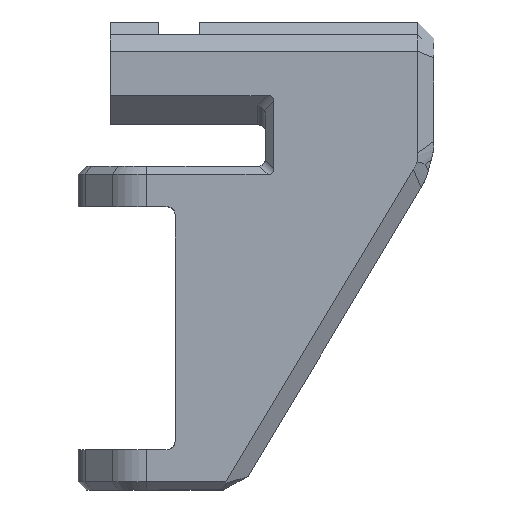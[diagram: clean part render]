
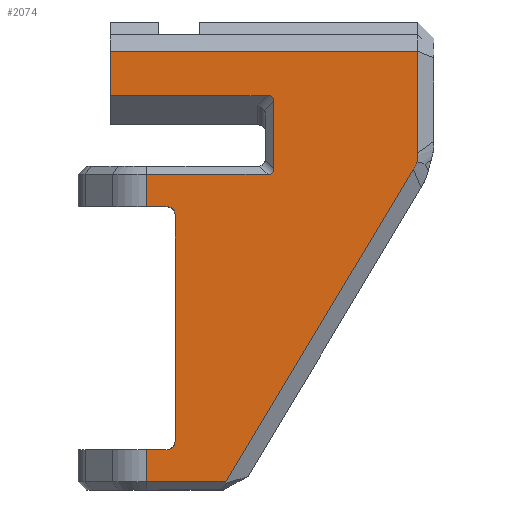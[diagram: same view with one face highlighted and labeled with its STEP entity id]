
A CAD part, front view. The second image highlights one B-rep face of the part: STEP entity #2074.
In plain terms, the highlighted planar face has unit normal (0, -1, 0).
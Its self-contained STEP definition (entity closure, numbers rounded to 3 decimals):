
#23=ELLIPSE('',#2147,0.866,0.5);
#37=ELLIPSE('',#2170,0.866,0.5);
#39=ELLIPSE('',#2183,6.353,4.);
#46=ELLIPSE('',#2192,6.353,4.);
#61=CIRCLE('',#2115,0.5);
#62=CIRCLE('',#2118,0.5);
#182=PLANE('',#2259);
#211=LINE('',#3481,#419);
#213=LINE('',#3491,#421);
#257=LINE('',#3620,#465);
#267=LINE('',#3654,#475);
#336=LINE('',#3851,#544);
#340=LINE('',#3857,#548);
#349=LINE('',#3877,#557);
#378=LINE('',#3957,#586);
#379=LINE('',#3961,#587);
#380=LINE('',#3963,#588);
#381=LINE('',#3964,#589);
#382=LINE('',#3965,#590);
#383=LINE('',#3966,#591);
#419=VECTOR('',#2317,10.);
#421=VECTOR('',#2331,10.);
#465=VECTOR('',#2451,10.);
#475=VECTOR('',#2487,10.);
#544=VECTOR('',#2644,10.);
#548=VECTOR('',#2650,10.);
#557=VECTOR('',#2673,10.);
#586=VECTOR('',#2766,10.);
#587=VECTOR('',#2771,10.);
#588=VECTOR('',#2772,10.);
#589=VECTOR('',#2773,10.);
#590=VECTOR('',#2774,10.);
#591=VECTOR('',#2775,10.);
#706=FACE_OUTER_BOUND('',#825,.T.);
#825=EDGE_LOOP('',(#1850,#1851,#1852,#1853,#1854,#1855,#1856,#1857,#1858,
#1859,#1860,#1861,#1862,#1863,#1864,#1865,#1866,#1867,#1868));
#903=VERTEX_POINT('',#3473);
#904=VERTEX_POINT('',#3475);
#905=VERTEX_POINT('',#3479);
#906=VERTEX_POINT('',#3483);
#907=VERTEX_POINT('',#3490);
#939=VERTEX_POINT('',#3578);
#940=VERTEX_POINT('',#3580);
#954=VERTEX_POINT('',#3618);
#962=VERTEX_POINT('',#3642);
#965=VERTEX_POINT('',#3652);
#981=VERTEX_POINT('',#3697);
#982=VERTEX_POINT('',#3698);
#992=VERTEX_POINT('',#3726);
#1033=VERTEX_POINT('',#3850);
#1034=VERTEX_POINT('',#3855);
#1038=VERTEX_POINT('',#3876);
#1057=VERTEX_POINT('',#3956);
#1058=VERTEX_POINT('',#3960);
#1059=VERTEX_POINT('',#3962);
#1105=EDGE_CURVE('',#903,#904,#61,.T.);
#1108=EDGE_CURVE('',#903,#905,#211,.T.);
#1110=EDGE_CURVE('',#906,#905,#62,.T.);
#1113=EDGE_CURVE('',#907,#904,#213,.T.);
#1157=EDGE_CURVE('',#939,#940,#23,.T.);
#1177=EDGE_CURVE('',#954,#939,#257,.T.);
#1188=EDGE_CURVE('',#962,#954,#37,.T.);
#1194=EDGE_CURVE('',#965,#962,#267,.T.);
#1212=EDGE_CURVE('',#981,#982,#39,.T.);
#1226=EDGE_CURVE('',#992,#981,#46,.T.);
#1287=EDGE_CURVE('',#982,#1033,#336,.T.);
#1291=EDGE_CURVE('',#1034,#992,#340,.T.);
#1300=EDGE_CURVE('',#1033,#1038,#349,.T.);
#1340=EDGE_CURVE('',#1038,#1057,#378,.T.);
#1342=EDGE_CURVE('',#1058,#1034,#379,.T.);
#1343=EDGE_CURVE('',#1059,#1058,#380,.T.);
#1344=EDGE_CURVE('',#940,#1059,#381,.T.);
#1345=EDGE_CURVE('',#907,#965,#382,.T.);
#1346=EDGE_CURVE('',#906,#1057,#383,.T.);
#1850=ORIENTED_EDGE('',*,*,#1212,.F.);
#1851=ORIENTED_EDGE('',*,*,#1226,.F.);
#1852=ORIENTED_EDGE('',*,*,#1291,.F.);
#1853=ORIENTED_EDGE('',*,*,#1342,.F.);
#1854=ORIENTED_EDGE('',*,*,#1343,.F.);
#1855=ORIENTED_EDGE('',*,*,#1344,.F.);
#1856=ORIENTED_EDGE('',*,*,#1157,.F.);
#1857=ORIENTED_EDGE('',*,*,#1177,.F.);
#1858=ORIENTED_EDGE('',*,*,#1188,.F.);
#1859=ORIENTED_EDGE('',*,*,#1194,.F.);
#1860=ORIENTED_EDGE('',*,*,#1345,.F.);
#1861=ORIENTED_EDGE('',*,*,#1113,.T.);
#1862=ORIENTED_EDGE('',*,*,#1105,.F.);
#1863=ORIENTED_EDGE('',*,*,#1108,.T.);
#1864=ORIENTED_EDGE('',*,*,#1110,.F.);
#1865=ORIENTED_EDGE('',*,*,#1346,.T.);
#1866=ORIENTED_EDGE('',*,*,#1340,.F.);
#1867=ORIENTED_EDGE('',*,*,#1300,.F.);
#1868=ORIENTED_EDGE('',*,*,#1287,.F.);
#2074=ADVANCED_FACE('',(#706),#182,.T.);
#2115=AXIS2_PLACEMENT_3D('',#3476,#2311,#2312);
#2118=AXIS2_PLACEMENT_3D('',#3485,#2321,#2322);
#2147=AXIS2_PLACEMENT_3D('',#3581,#2412,#2413);
#2170=AXIS2_PLACEMENT_3D('',#3643,#2475,#2476);
#2183=AXIS2_PLACEMENT_3D('',#3699,#2516,#2517);
#2192=AXIS2_PLACEMENT_3D('',#3728,#2540,#2541);
#2259=AXIS2_PLACEMENT_3D('',#3959,#2769,#2770);
#2311=DIRECTION('center_axis',(0.,-1.,0.));
#2312=DIRECTION('ref_axis',(0.707,0.,0.707));
#2317=DIRECTION('',(0.,0.,-1.));
#2321=DIRECTION('center_axis',(0.,-1.,0.));
#2322=DIRECTION('ref_axis',(0.707,0.,-0.707));
#2331=DIRECTION('',(1.,0.,0.));
#2412=DIRECTION('center_axis',(0.,-1.,0.));
#2413=DIRECTION('ref_axis',(0.707,0.,0.707));
#2451=DIRECTION('',(0.,0.,1.));
#2475=DIRECTION('center_axis',(0.,-1.,0.));
#2476=DIRECTION('ref_axis',(0.707,0.,-0.707));
#2487=DIRECTION('',(1.,0.,0.));
#2516=DIRECTION('center_axis',(0.,1.,0.));
#2517=DIRECTION('ref_axis',(0.393,0.,-0.919));
#2540=DIRECTION('center_axis',(0.,1.,0.));
#2541=DIRECTION('ref_axis',(0.81,0.,0.586));
#2644=DIRECTION('',(-0.514,0.,-0.857));
#2650=DIRECTION('',(0.,0.,-1.));
#2673=DIRECTION('',(-1.,0.,0.));
#2766=DIRECTION('',(0.,0.,1.));
#2769=DIRECTION('center_axis',(0.,-1.,0.));
#2770=DIRECTION('ref_axis',(0.,0.,
1.));
#2771=DIRECTION('',(1.,0.,0.));
#2772=DIRECTION('',(0.,0.,1.));
#2773=DIRECTION('',(-1.,0.,0.));
#2774=DIRECTION('',(0.,0.,1.));
#2775=DIRECTION('',(-1.,0.,0.));
#3473=CARTESIAN_POINT('',(7.26,11.662,11.11));
#3475=CARTESIAN_POINT('',(6.76,11.662,11.61));
#3476=CARTESIAN_POINT('Origin',(6.76,11.662,11.11));
#3479=CARTESIAN_POINT('',(7.26,11.662,-2.89));
#3481=CARTESIAN_POINT('',(7.26,11.662,9.11));
#3483=CARTESIAN_POINT('',(6.76,11.662,-3.39));
#3485=CARTESIAN_POINT('Origin',(6.76,11.662,-2.89));
#3490=CARTESIAN_POINT('',(5.502,11.662,11.61));
#3491=CARTESIAN_POINT('',(4.26,11.662,11.61));
#3578=CARTESIAN_POINT('',(13.36,11.662,18.132));
#3580=CARTESIAN_POINT('',(13.006,11.662,18.485));
#3581=CARTESIAN_POINT('Origin',(12.653,11.662,17.778));
#3618=CARTESIAN_POINT('',(13.36,11.662,13.964));
#3620=CARTESIAN_POINT('',(13.36,11.662,16.298));
#3642=CARTESIAN_POINT('',(13.006,11.662,13.61));
#3643=CARTESIAN_POINT('Origin',(12.653,11.662,14.317));
#3652=CARTESIAN_POINT('',(5.502,11.662,13.61));
#3654=CARTESIAN_POINT('',(9.26,11.662,13.61));
#3697=CARTESIAN_POINT('',(22.222,11.662,14.398));
#3698=CARTESIAN_POINT('',(21.981,11.662,13.923));
#3699=CARTESIAN_POINT('Origin',(18.183,11.662,18.587));
#3726=CARTESIAN_POINT('',(22.26,11.662,14.928));
#3728=CARTESIAN_POINT('Origin',(16.603,11.662,12.883));
#3850=CARTESIAN_POINT('',(10.393,11.662,-5.39));
#3851=CARTESIAN_POINT('',(19.176,11.662,9.248));
#3855=CARTESIAN_POINT('',(22.26,11.662,21.235));
#3857=CARTESIAN_POINT('',(22.26,11.662,19.173));
#3876=CARTESIAN_POINT('',(5.502,11.662,-5.39));
#3877=CARTESIAN_POINT('',(9.26,11.662,-5.39));
#3956=CARTESIAN_POINT('',(5.502,11.662,-3.39));
#3957=CARTESIAN_POINT('',(5.502,11.662,9.11));
#3959=CARTESIAN_POINT('Origin',(14.26,11.662,18.485));
#3960=CARTESIAN_POINT('',(3.26,11.662,21.235));
#3961=CARTESIAN_POINT('',(14.26,11.662,21.235));
#3962=CARTESIAN_POINT('',(3.26,11.662,18.485));
#3963=CARTESIAN_POINT('',(3.26,11.662,21.235));
#3964=CARTESIAN_POINT('',(14.26,11.662,18.485));
#3965=CARTESIAN_POINT('',(5.502,11.662,14.11));
#3966=CARTESIAN_POINT('',(4.26,11.662,-3.39));
